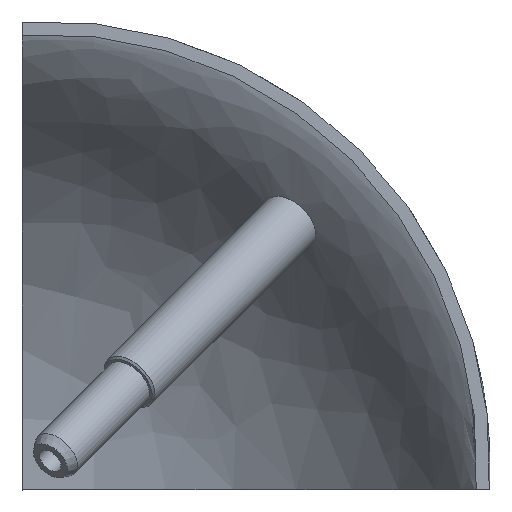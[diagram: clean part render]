
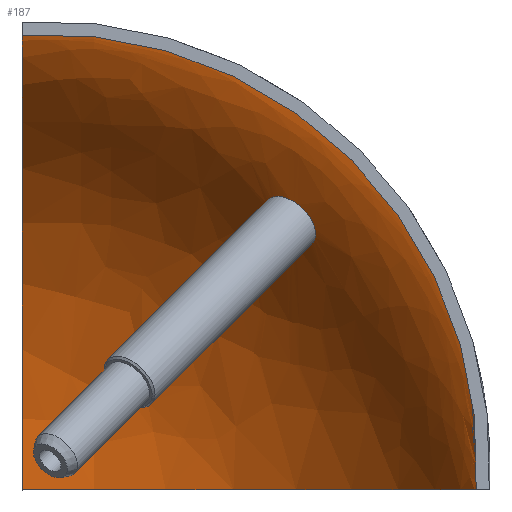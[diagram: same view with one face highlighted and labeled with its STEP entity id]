
A CAD part, top view. The second image highlights one B-rep face of the part: STEP entity #187.
In plain terms, the highlighted free-form (B-spline) face has degree [2, 2] with [5, 3] control points.
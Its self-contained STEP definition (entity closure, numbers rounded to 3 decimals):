
#15=(
BOUNDED_SURFACE()
B_SPLINE_SURFACE(2,2,((#406,#407,#408),(#409,#410,#411),(#412,#413,#414),
(#415,#416,#417),(#418,#419,#420)),.UNSPECIFIED.,.F.,.F.,.F.)
B_SPLINE_SURFACE_WITH_KNOTS((3,2,3),(3,3),(-0.061,0.785,
1.631),(0.,1.571),.UNSPECIFIED.)
GEOMETRIC_REPRESENTATION_ITEM()
RATIONAL_B_SPLINE_SURFACE(((1.,0.707,1.),(0.912,
0.645,0.912),(1.,0.707,1.),(0.912,
0.645,0.912),(1.,0.707,1.)))
REPRESENTATION_ITEM('')
SURFACE()
);
#18=B_SPLINE_CURVE_WITH_KNOTS('',3,(#313,#314,#315,#316,#317,#318,#319,
#320,#321,#322,#323,#324,#325,#326),.UNSPECIFIED.,.F.,.F.,(4,2,2,2,2,2,
4),(-1.89,-1.884,-1.803,-1.702,
-1.583,-1.464,-1.418),.UNSPECIFIED.);
#19=B_SPLINE_CURVE_WITH_KNOTS('',3,(#327,#328,#329,#330,#331,#332,#333,
#334,#335,#336,#337,#338,#339,#340,#341,#342,#343,#344,#345,#346,#347,#348,
#349,#350,#351,#352,#353,#354,#355,#356),.UNSPECIFIED.,.F.,.F.,(4,2,2,2,
2,2,2,2,2,2,2,2,2,2,4),(-1.418,-1.347,-1.235,
-1.115,-1.021,-0.941,-0.86,
-0.765,-0.646,-0.527,-0.411,
-0.299,-0.18,-0.081,0.),
 .UNSPECIFIED.);
#24=FACE_BOUND('',#56,.T.);
#40=FACE_OUTER_BOUND('',#55,.T.);
#55=EDGE_LOOP('',(#156,#157,#158));
#56=EDGE_LOOP('',(#159,#160));
#84=CIRCLE('',#226,41.25);
#85=CIRCLE('',#227,43.674);
#86=CIRCLE('',#228,41.25);
#96=VERTEX_POINT('',#311);
#97=VERTEX_POINT('',#312);
#100=VERTEX_POINT('',#421);
#101=VERTEX_POINT('',#422);
#102=VERTEX_POINT('',#424);
#115=EDGE_CURVE('',#96,#97,#18,.T.);
#116=EDGE_CURVE('',#97,#96,#19,.T.);
#121=EDGE_CURVE('',#100,#101,#84,.T.);
#122=EDGE_CURVE('',#102,#101,#85,.T.);
#123=EDGE_CURVE('',#102,#100,#86,.T.);
#156=ORIENTED_EDGE('',*,*,#121,.T.);
#157=ORIENTED_EDGE('',*,*,#122,.F.);
#158=ORIENTED_EDGE('',*,*,#123,.T.);
#159=ORIENTED_EDGE('',*,*,#115,.T.);
#160=ORIENTED_EDGE('',*,*,#116,.T.);
#187=ADVANCED_FACE('',(#40,#24),#15,.T.);
#226=AXIS2_PLACEMENT_3D('',#423,#268,#269);
#227=AXIS2_PLACEMENT_3D('',#425,#270,#271);
#228=AXIS2_PLACEMENT_3D('',#426,#272,#273);
#268=DIRECTION('center_axis',(0.,0.,1.));
#269=DIRECTION('ref_axis',(0.,1.,0.));
#270=DIRECTION('center_axis',(1.,0.,0.));
#271=DIRECTION('ref_axis',(0.,1.,0.));
#272=DIRECTION('center_axis',(0.,-1.,0.));
#273=DIRECTION('ref_axis',(0.,0.,-1.));
#311=CARTESIAN_POINT('',(23.287,26.962,-26.962));
#312=CARTESIAN_POINT('',(25.766,27.888,-23.645));
#313=CARTESIAN_POINT('Ctrl Pts',(23.287,26.962,-26.962));
#314=CARTESIAN_POINT('Ctrl Pts',(23.287,26.975,-26.948));
#315=CARTESIAN_POINT('Ctrl Pts',(23.287,26.988,-26.935));
#316=CARTESIAN_POINT('Ctrl Pts',(23.292,27.192,-26.726));
#317=CARTESIAN_POINT('Ctrl Pts',(23.327,27.366,-26.519));
#318=CARTESIAN_POINT('Ctrl Pts',(23.471,27.709,-26.037));
#319=CARTESIAN_POINT('Ctrl Pts',(23.596,27.865,-25.762));
#320=CARTESIAN_POINT('Ctrl Pts',(23.951,28.113,-25.172));
#321=CARTESIAN_POINT('Ctrl Pts',(24.193,28.189,-24.864));
#322=CARTESIAN_POINT('Ctrl Pts',(24.751,28.212,-24.302));
#323=CARTESIAN_POINT('Ctrl Pts',(25.062,28.16,-24.054));
#324=CARTESIAN_POINT('Ctrl Pts',(25.512,28.002,-23.777));
#325=CARTESIAN_POINT('Ctrl Pts',(25.639,27.949,-23.707));
#326=CARTESIAN_POINT('Ctrl Pts',(25.766,27.888,-23.645));
#327=CARTESIAN_POINT('Ctrl Pts',(25.766,27.888,-23.645));
#328=CARTESIAN_POINT('Ctrl Pts',(25.959,27.794,-23.552));
#329=CARTESIAN_POINT('Ctrl Pts',(26.151,27.682,-23.478));
#330=CARTESIAN_POINT('Ctrl Pts',(26.64,27.344,-23.34));
#331=CARTESIAN_POINT('Ctrl Pts',(26.925,27.096,-23.311));
#332=CARTESIAN_POINT('Ctrl Pts',(27.448,26.528,-23.368));
#333=CARTESIAN_POINT('Ctrl Pts',(27.677,26.21,-23.462));
#334=CARTESIAN_POINT('Ctrl Pts',(27.99,25.633,-23.733));
#335=CARTESIAN_POINT('Ctrl Pts',(28.093,25.38,-23.886));
#336=CARTESIAN_POINT('Ctrl Pts',(28.213,24.925,-24.223));
#337=CARTESIAN_POINT('Ctrl Pts',(28.239,24.723,-24.399));
#338=CARTESIAN_POINT('Ctrl Pts',(28.234,24.347,-24.781));
#339=CARTESIAN_POINT('Ctrl Pts',(28.201,24.173,-24.986));
#340=CARTESIAN_POINT('Ctrl Pts',(28.067,23.84,-25.452));
#341=CARTESIAN_POINT('Ctrl Pts',(27.954,23.69,-25.712));
#342=CARTESIAN_POINT('Ctrl Pts',(27.623,23.435,-26.291));
#343=CARTESIAN_POINT('Ctrl Pts',(27.387,23.352,-26.604));
#344=CARTESIAN_POINT('Ctrl Pts',(26.839,23.313,-27.177));
#345=CARTESIAN_POINT('Ctrl Pts',(26.532,23.358,-27.431));
#346=CARTESIAN_POINT('Ctrl Pts',(25.897,23.567,-27.839));
#347=CARTESIAN_POINT('Ctrl Pts',(25.575,23.726,-27.992));
#348=CARTESIAN_POINT('Ctrl Pts',(24.962,24.132,-28.179));
#349=CARTESIAN_POINT('Ctrl Pts',(24.675,24.371,-28.216));
#350=CARTESIAN_POINT('Ctrl Pts',(24.141,24.925,-28.177));
#351=CARTESIAN_POINT('Ctrl Pts',(23.904,25.238,-28.093));
#352=CARTESIAN_POINT('Ctrl Pts',(23.565,25.826,-27.831));
#353=CARTESIAN_POINT('Ctrl Pts',(23.45,26.094,-27.673));
#354=CARTESIAN_POINT('Ctrl Pts',(23.317,26.566,-27.328));
#355=CARTESIAN_POINT('Ctrl Pts',(23.287,26.771,-27.152));
#356=CARTESIAN_POINT('Ctrl Pts',(23.287,26.962,-26.962));
#406=CARTESIAN_POINT('Ctrl Pts',(0.,0.,-43.674));
#407=CARTESIAN_POINT('Ctrl Pts',(0.,43.674,
-43.674));
#408=CARTESIAN_POINT('Ctrl Pts',(0.,43.674,
0.));
#409=CARTESIAN_POINT('Ctrl Pts',(18.537,0.,-44.8));
#410=CARTESIAN_POINT('Ctrl Pts',(18.537,44.8,-44.8));
#411=CARTESIAN_POINT('Ctrl Pts',(18.537,44.8,0.));
#412=CARTESIAN_POINT('Ctrl Pts',(31.668,0.,-31.668));
#413=CARTESIAN_POINT('Ctrl Pts',(31.668,31.668,-31.668));
#414=CARTESIAN_POINT('Ctrl Pts',(31.668,31.668,0.));
#415=CARTESIAN_POINT('Ctrl Pts',(44.8,0.,-18.537));
#416=CARTESIAN_POINT('Ctrl Pts',(44.8,18.537,-18.537));
#417=CARTESIAN_POINT('Ctrl Pts',(44.8,18.537,0.));
#418=CARTESIAN_POINT('Ctrl Pts',(43.674,0.,0.));
#419=CARTESIAN_POINT('Ctrl Pts',(43.674,0.,
0.));
#420=CARTESIAN_POINT('Ctrl Pts',(43.674,0.,
0.));
#421=CARTESIAN_POINT('',(43.674,0.,0.));
#422=CARTESIAN_POINT('',(0.,43.674,0.));
#423=CARTESIAN_POINT('Origin',(2.5,2.5,0.));
#424=CARTESIAN_POINT('',(0.,0.,-43.674));
#425=CARTESIAN_POINT('Origin',(0.,0.,0.));
#426=CARTESIAN_POINT('Origin',(2.5,0.,-2.5));
